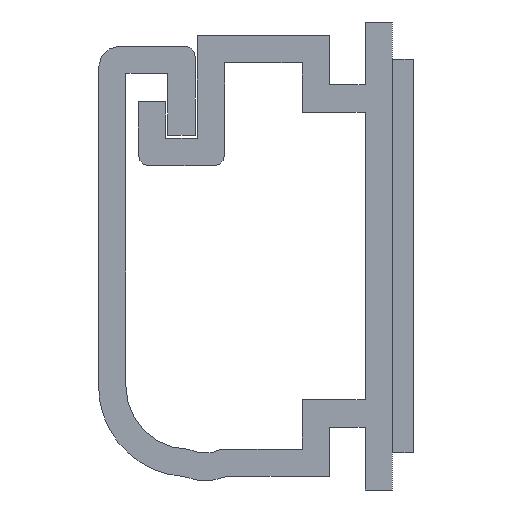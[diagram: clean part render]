
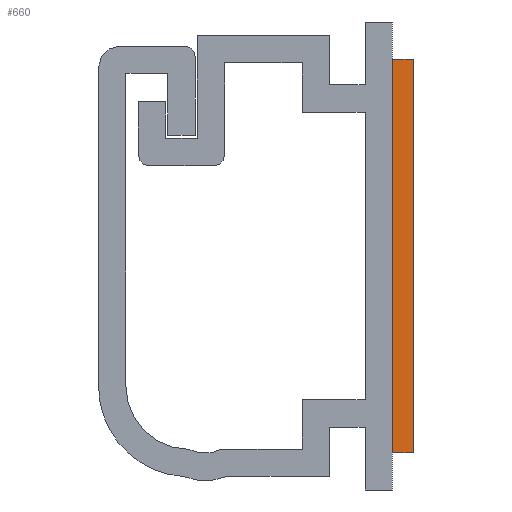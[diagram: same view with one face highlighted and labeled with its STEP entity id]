
A CAD part, left-side view. The second image highlights one B-rep face of the part: STEP entity #660.
In plain terms, the highlighted planar face has unit normal (-1, 0, 0).
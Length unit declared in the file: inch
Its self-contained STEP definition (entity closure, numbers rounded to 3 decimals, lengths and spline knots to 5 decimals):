
#10 = VECTOR ( 'NONE', #585, 39.37008 ) ;
#13 = EDGE_CURVE ( 'NONE', #1475, #891, #522, .T. ) ;
#38 = ORIENTED_EDGE ( 'NONE', *, *, #13, .T. ) ;
#75 = CARTESIAN_POINT ( 'NONE',  ( -39.37008, 0., 0. ) ) ;
#99 = CARTESIAN_POINT ( 'NONE',  ( -39.37008, 0., -0.36909 ) ) ;
#193 = PLANE ( 'NONE',  #892 ) ;
#232 = VERTEX_POINT ( 'NONE', #555 ) ;
#233 = CARTESIAN_POINT ( 'NONE',  ( -39.37008, -0.09055, 0. ) ) ;
#320 = VECTOR ( 'NONE', #369, 39.37008 ) ;
#323 = DIRECTION ( 'NONE',  ( 1., 0., 0. ) ) ;
#340 = DIRECTION ( 'NONE',  ( 0., 1., 0. ) ) ;
#369 = DIRECTION ( 'NONE',  ( 0., 0., -1. ) ) ;
#459 = LINE ( 'NONE', #714, #965 ) ;
#483 = LINE ( 'NONE', #99, #685 ) ;
#522 = LINE ( 'NONE', #1100, #320 ) ;
#555 = CARTESIAN_POINT ( 'NONE',  ( -39.37008, -0.09055, -0.36909 ) ) ;
#585 = DIRECTION ( 'NONE',  ( 0., 0., -1. ) ) ;
#625 = CARTESIAN_POINT ( 'NONE',  ( -39.37008, -0.05118, -0.36909 ) ) ;
#638 = ORIENTED_EDGE ( 'NONE', *, *, #1381, .F. ) ;
#660 = ADVANCED_FACE ( 'NONE', ( #810 ), #193, .F. ) ;
#685 = VECTOR ( 'NONE', #340, 39.37008 ) ;
#714 = CARTESIAN_POINT ( 'NONE',  ( -39.37008, 0., 0.36909 ) ) ;
#810 = FACE_OUTER_BOUND ( 'NONE', #1512, .T. ) ;
#819 = EDGE_CURVE ( 'NONE', #1556, #232, #975, .T. ) ;
#891 = VERTEX_POINT ( 'NONE', #625 ) ;
#892 = AXIS2_PLACEMENT_3D ( 'NONE', #75, #323, #1301 ) ;
#907 = ORIENTED_EDGE ( 'NONE', *, *, #1364, .F. ) ;
#965 = VECTOR ( 'NONE', #1430, 39.37008 ) ;
#975 = LINE ( 'NONE', #233, #10 ) ;
#986 = CARTESIAN_POINT ( 'NONE',  ( -39.37008, -0.09055, 0.36909 ) ) ;
#1100 = CARTESIAN_POINT ( 'NONE',  ( -39.37008, -0.05118, 0. ) ) ;
#1249 = ORIENTED_EDGE ( 'NONE', *, *, #819, .F. ) ;
#1301 = DIRECTION ( 'NONE',  ( 0., 0., -1. ) ) ;
#1364 = EDGE_CURVE ( 'NONE', #232, #891, #483, .T. ) ;
#1381 = EDGE_CURVE ( 'NONE', #1475, #1556, #459, .T. ) ;
#1430 = DIRECTION ( 'NONE',  ( 0., -1., 0. ) ) ;
#1447 = CARTESIAN_POINT ( 'NONE',  ( -39.37008, -0.05118, 0.36909 ) ) ;
#1475 = VERTEX_POINT ( 'NONE', #1447 ) ;
#1512 = EDGE_LOOP ( 'NONE', ( #38, #907, #1249, #638 ) ) ;
#1556 = VERTEX_POINT ( 'NONE', #986 ) ;
